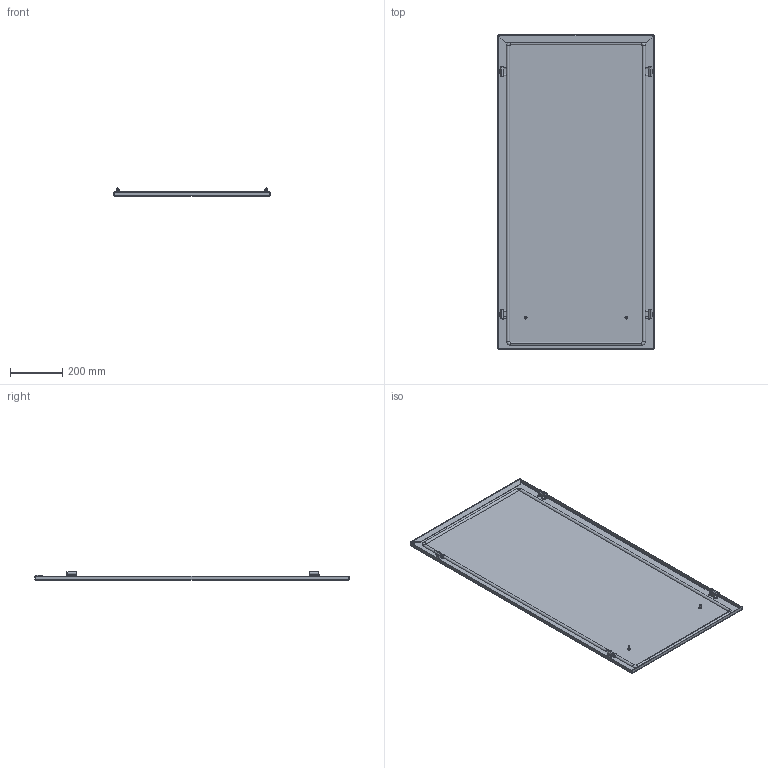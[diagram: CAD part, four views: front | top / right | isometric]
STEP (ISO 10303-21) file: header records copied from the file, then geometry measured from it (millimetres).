
FILE_DESCRIPTION (( 'STEP AP203' ), '1' );
FILE_NAME ('UR41301120600 Ñòåíêà çàäíÿÿ RS52 120.60 (000.801.413) .STEP', '2022-04-12T10:30:04', ( '' ), ( '' ), 'SwSTEP 2.0', 'SolidWorks 2017', '' );
FILE_SCHEMA (( 'CONFIG_CONTROL_DESIGN' ));
Length unit declared in the file: millimetre
Products named in the file (9): 000.130.389 Ñòåíêà çàäíÿÿ RS52 120.60_00 (120.60); 029-336 Êðîíøòåéí ñòåíêè çàäíåé LC3; Âèíò ISO 7380-2 TX_Œ5å12; 001-114 相礤朦 耱屙觇 玎漤彘 RS52 120.60_00 (120.60); Óïëîòíèòåëü ÏÏÓ äëÿ ñòåíêè çàäíåé LC3_01 (120å60); Øïèëüêà çàçåìëåíèÿ CKF CS_Œ6å16; Âèíò ISO 10642 TX_Œ5å16; 000.132.166 Îñíîâàíèå ñòåíêè çàäíåé RS52 120.60_00 (120.60); UR41301120600 Ñòåíêà çàäíÿÿ RS52 120.60 (000.801.413) 
Assembly tree (22 placements, depth 4):
  UR41301120600 Ñòåíêà çàäíÿÿ RS52 120.60 (000.801.413) 
    000.130.389 Ñòåíêà çàäíÿÿ RS52 120.60_00 (120.60)
      000.132.166 Îñíîâàíèå ñòåíêè çàäíåé RS52 120.60_00 (120.60)
        001-114 相礤朦 耱屙觇 玎漤彘 RS52 120.60_00 (120.60)
        Øïèëüêà çàçåìëåíèÿ CKF CS_Œ6å16  x2
      Óïëîòíèòåëü ÏÏÓ äëÿ ñòåíêè çàäíåé LC3_01 (120å60)
    029-336 Êðîíøòåéí ñòåíêè çàäíåé LC3  x4
    Âèíò ISO 10642 TX_Œ5å16  x8
    Âèíò ISO 7380-2 TX_Œ5å12  x4
Bounding box: 596.8 x 1197 x 30.97 mm (x, y, z)
Volume: 1299962.4 mm3; surface area: 1679583.4 mm2
Topology: 20 solids, 20 shells, 814 faces, 2423 edges, 1658 vertices
Faces by surface type: cylinder 371, plane 273, cone 84, torus 52, bspline 34
Entity records: 11285 total; most frequent: CARTESIAN_POINT 3566, ORIENTED_EDGE 1346, DIRECTION 1340, EDGE_CURVE 673, AXIS2_PLACEMENT_3D 535, VERTEX_POINT 437, EDGE_LOOP 294, VECTOR 270
